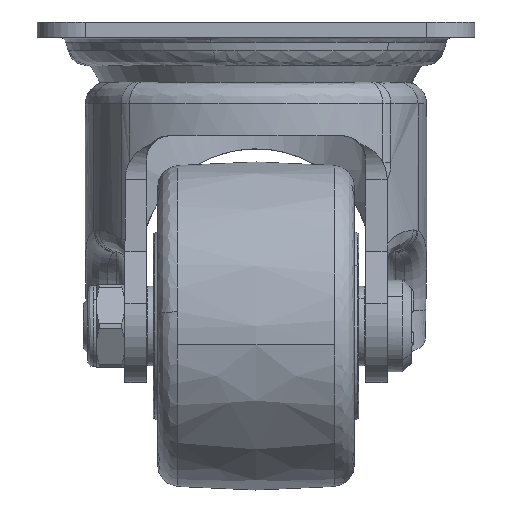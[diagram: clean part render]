
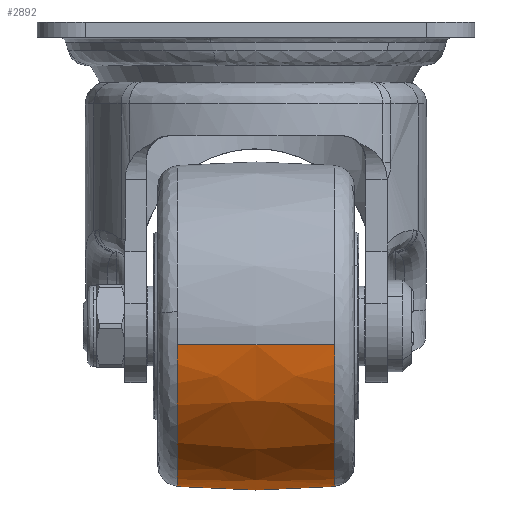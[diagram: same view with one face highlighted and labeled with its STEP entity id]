
A CAD part, left-side view. The second image highlights one B-rep face of the part: STEP entity #2892.
In plain terms, the highlighted free-form (B-spline) face has degree [2, 2] with [3, 3] control points.
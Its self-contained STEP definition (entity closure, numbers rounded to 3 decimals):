
#2018=CARTESIAN_POINT('',(-16.0,-17.949,-104.193));
#2019=VERTEX_POINT('',#2018);
#2149=CARTESIAN_POINT('',(-52.448,-17.949,-71.737));
#2150=VERTEX_POINT('',#2149);
#2170=CARTESIAN_POINT('',(-16.0,-17.949,-104.193));
#2171=CARTESIAN_POINT('',(-18.364,-17.949,-104.193));
#2172=CARTESIAN_POINT('',(-22.674,-17.949,-103.775));
#2173=CARTESIAN_POINT('',(-28.382,-17.949,-102.178));
#2174=CARTESIAN_POINT('',(-32.84,-17.949,-100.199));
#2175=CARTESIAN_POINT('',(-36.249,-17.949,-98.168));
#2176=CARTESIAN_POINT('',(-39.501,-17.949,-95.779));
#2177=CARTESIAN_POINT('',(-42.678,-17.949,-92.851));
#2178=CARTESIAN_POINT('',(-45.481,-17.949,-89.473));
#2179=CARTESIAN_POINT('',(-48.196,-17.949,-85.345));
#2180=CARTESIAN_POINT('',(-50.392,-17.949,-80.746));
#2181=CARTESIAN_POINT('',(-51.834,-17.949,-75.795));
#2182=CARTESIAN_POINT('',(-52.311,-17.949,-72.911));
#2183=CARTESIAN_POINT('',(-52.448,-17.949,-71.737));
#2184=B_SPLINE_CURVE_WITH_KNOTS('',3,(#2170,#2171,#2172,#2173,#2174,#2175,#2176,#2177,#2178,#2179,#2180,#2181,#2182,#2183),.UNSPECIFIED.,.F.,.U.,(4,1,1,1,1,1,1,1,1,1,1,4),(0.,7.091,12.931,17.728,21.69,24.819,29.824,34.621,37.958,44.632,49.846,53.391),.UNSPECIFIED.);
#2185=EDGE_CURVE('',#2019,#2150,#2184,.T.);
#2573=CARTESIAN_POINT('',(-16.0,17.949,-104.193));
#2574=VERTEX_POINT('',#2573);
#2592=CARTESIAN_POINT('',(-52.448,17.949,-71.737));
#2593=VERTEX_POINT('',#2592);
#2594=CARTESIAN_POINT('',(-16.0,17.949,-104.193));
#2595=CARTESIAN_POINT('',(-17.251,17.949,-104.193));
#2596=CARTESIAN_POINT('',(-20.31,17.949,-104.036));
#2597=CARTESIAN_POINT('',(-24.565,17.949,-103.279));
#2598=CARTESIAN_POINT('',(-29.418,17.949,-101.771));
#2599=CARTESIAN_POINT('',(-33.91,17.949,-99.685));
#2600=CARTESIAN_POINT('',(-38.266,17.949,-96.797));
#2601=CARTESIAN_POINT('',(-42.206,17.949,-93.367));
#2602=CARTESIAN_POINT('',(-45.434,17.949,-89.61));
#2603=CARTESIAN_POINT('',(-48.329,17.949,-85.098));
#2604=CARTESIAN_POINT('',(-50.294,17.949,-80.858));
#2605=CARTESIAN_POINT('',(-51.736,17.949,-76.203));
#2606=CARTESIAN_POINT('',(-52.263,17.949,-73.325));
#2607=CARTESIAN_POINT('',(-52.448,17.949,-71.737));
#2608=B_SPLINE_CURVE_WITH_KNOTS('',3,(#2594,#2595,#2596,#2597,#2598,#2599,#2600,#2601,#2602,#2603,#2604,#2605,#2606,#2607),.UNSPECIFIED.,.F.,.U.,(4,1,1,1,1,1,1,1,1,1,1,4),(0.,3.754,9.177,12.931,18.979,23.984,28.573,34.621,38.792,44.632,48.594,53.391),.UNSPECIFIED.);
#2609=EDGE_CURVE('',#2574,#2593,#2608,.T.);
#2836=CARTESIAN_POINT('',(-16.,17.949,-104.193));
#2837=CARTESIAN_POINT('',(-16.,0.,-105.81));
#2838=CARTESIAN_POINT('',(-16.,-17.949,-104.193));
#2846=(BOUNDED_CURVE()B_SPLINE_CURVE(2,(#2836,#2837,#2838),.UNSPECIFIED.,.F.,.U.)B_SPLINE_CURVE_WITH_KNOTS((3,3),(0.43,0.57),.UNSPECIFIED.)CURVE()GEOMETRIC_REPRESENTATION_ITEM()RATIONAL_B_SPLINE_CURVE((0.908,0.904,0.908))REPRESENTATION_ITEM(''));
#2847=EDGE_CURVE('',#2574,#2019,#2846,.T.);
#2853=CARTESIAN_POINT('',(-52.448,17.949,-71.737));
#2854=CARTESIAN_POINT('',(-54.054,0.,-71.923));
#2855=CARTESIAN_POINT('',(-52.448,-17.949,-71.737));
#2863=(BOUNDED_CURVE()B_SPLINE_CURVE(2,(#2853,#2854,#2855),.UNSPECIFIED.,.F.,.U.)B_SPLINE_CURVE_WITH_KNOTS((3,3),(0.43,0.57),.UNSPECIFIED.)CURVE()GEOMETRIC_REPRESENTATION_ITEM()RATIONAL_B_SPLINE_CURVE((0.869,0.865,0.869))REPRESENTATION_ITEM(''));
#2864=EDGE_CURVE('',#2593,#2150,#2863,.T.);
#2869=CARTESIAN_POINT('',(-16.,19.733,-104.024));
#2870=CARTESIAN_POINT('',(-16.,0.,-105.981));
#2871=CARTESIAN_POINT('',(-16.,-19.733,-104.024));
#2872=CARTESIAN_POINT('',(-48.524,19.733,-104.024));
#2873=CARTESIAN_POINT('',(-50.267,0.,-105.981));
#2874=CARTESIAN_POINT('',(-48.524,-19.733,-104.024));
#2875=CARTESIAN_POINT('',(-52.28,19.733,-71.717));
#2876=CARTESIAN_POINT('',(-54.223,0.,-71.943));
#2877=CARTESIAN_POINT('',(-52.28,-19.733,-71.717));
#2885=(BOUNDED_SURFACE()B_SPLINE_SURFACE(2,2,((#2869,#2872,#2875),(#2870,#2873,#2876),(#2871,#2874,#2877)),.UNSPECIFIED.,.F.,.F.,.U.)B_SPLINE_SURFACE_WITH_KNOTS((3,3),(3,3),(0.0,39.563),(0.0,57.099),.UNSPECIFIED.)GEOMETRIC_REPRESENTATION_ITEM()RATIONAL_B_SPLINE_SURFACE(((0.908,0.664,0.869),(0.904,0.66,0.865),(0.908,0.664,0.869)))REPRESENTATION_ITEM('')SURFACE());
#2886=ORIENTED_EDGE('',*,*,#2185,.T.);
#2887=ORIENTED_EDGE('',*,*,#2864,.F.);
#2888=ORIENTED_EDGE('',*,*,#2609,.F.);
#2889=ORIENTED_EDGE('',*,*,#2847,.T.);
#2890=EDGE_LOOP('',(#2886,#2887,#2888,#2889));
#2891=FACE_OUTER_BOUND('',#2890,.T.);
#2892=ADVANCED_FACE('',(#2891),#2885,.T.);
